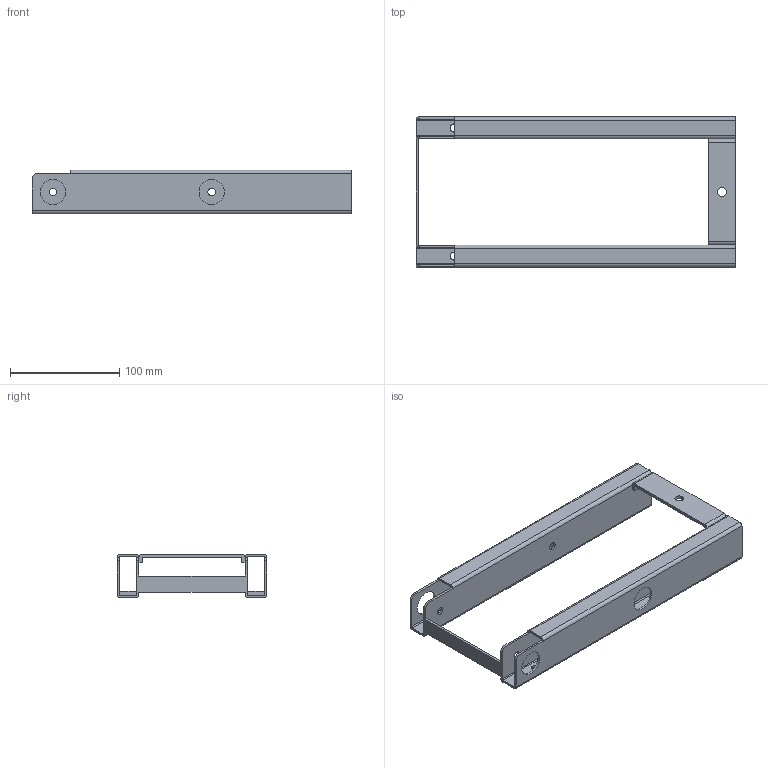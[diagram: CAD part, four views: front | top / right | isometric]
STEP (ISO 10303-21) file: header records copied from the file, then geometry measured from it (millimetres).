
FILE_DESCRIPTION((''),'2;1');
FILE_NAME('JC35TS-T111066','2021-01-04T15:48:05',('Administrator'),('捷昌驱动'),'CREO PARAMETRIC BY PTC INC, 2018100','CREO PARAMETRIC BY PTC INC, 2018100','');
FILE_SCHEMA(('CONFIG_CONTROL_DESIGN'));
Length unit declared in the file: millimetre
Products named in the file (1): JC35TS-T111066
Bounding box: 292 x 137 x 40 mm (x, y, z)
Volume: 134677 mm3; surface area: 131735.6 mm2
Topology: 1 solids, 1 shells, 96 faces, 298 edges, 200 vertices
Faces by surface type: cylinder 50, plane 46
Entity records: 3478 total; most frequent: DIRECTION 604, ORIENTED_EDGE 596, CARTESIAN_POINT 594, EDGE_CURVE 298, AXIS2_PLACEMENT_3D 210, VERTEX_POINT 200, VECTOR 184, LINE 184
